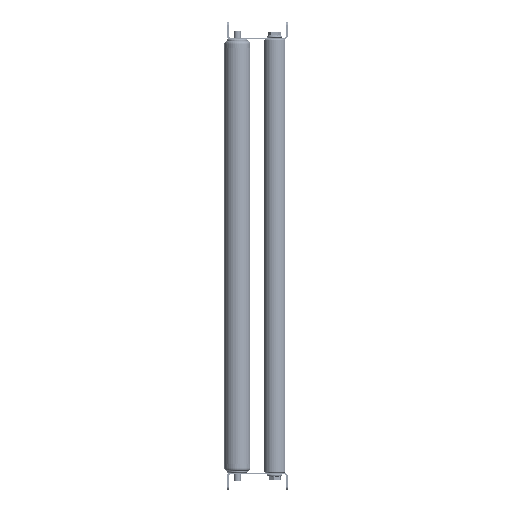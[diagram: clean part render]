
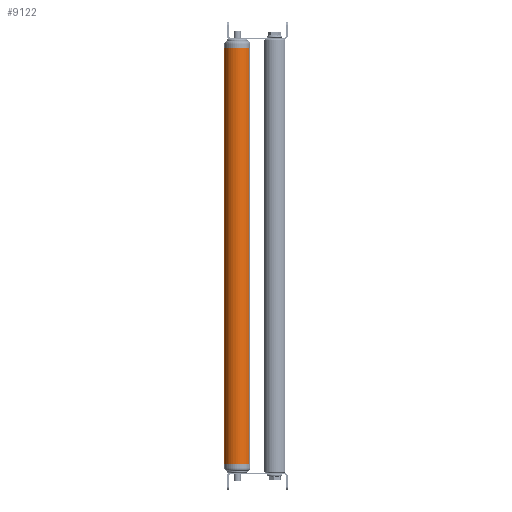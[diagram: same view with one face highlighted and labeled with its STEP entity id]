
A CAD part, left-side view. The second image highlights one B-rep face of the part: STEP entity #9122.
In plain terms, the highlighted cylindrical face has radius 15 mm (diameter 30 mm), a partial arc.
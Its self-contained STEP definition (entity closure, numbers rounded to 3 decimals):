
#1278 = CARTESIAN_POINT ( 'NONE',  ( 480., 0., 15. ) ) ;
#2288 = EDGE_CURVE ( 'NONE', #32150, #2840, #23787, .T. ) ;
#2402 = ORIENTED_EDGE ( 'NONE', *, *, #28868, .F. ) ;
#2647 = DIRECTION ( 'NONE',  ( 1., 0., 0. ) ) ;
#2840 = VERTEX_POINT ( 'NONE', #18183 ) ;
#3207 = VECTOR ( 'NONE', #18332, 1000. ) ;
#3241 = LINE ( 'NONE', #10849, #3207 ) ;
#3539 = CARTESIAN_POINT ( 'NONE',  ( 480., 0., 0. ) ) ;
#4149 = DIRECTION ( 'NONE',  ( 0., 0., -1. ) ) ;
#5297 = DIRECTION ( 'NONE',  ( -1., 0., 0. ) ) ;
#7547 = EDGE_CURVE ( 'NONE', #14884, #32150, #24022, .T. ) ;
#7936 = CARTESIAN_POINT ( 'NONE',  ( 0., 0., 0. ) ) ;
#9122 = ADVANCED_FACE ( 'NONE', ( #15803 ), #21140, .T. ) ;
#9520 = AXIS2_PLACEMENT_3D ( 'NONE', #21417, #16905, #4149 ) ;
#10849 = CARTESIAN_POINT ( 'NONE',  ( 480., 0., -15. ) ) ;
#14324 = CIRCLE ( 'NONE', #9520, 15. ) ;
#14884 = VERTEX_POINT ( 'NONE', #20736 ) ;
#15803 = FACE_OUTER_BOUND ( 'NONE', #19969, .T. ) ;
#15903 = ORIENTED_EDGE ( 'NONE', *, *, #7547, .T. ) ;
#16905 = DIRECTION ( 'NONE',  ( 1., 0., 0. ) ) ;
#18183 = CARTESIAN_POINT ( 'NONE',  ( 0., 0., -15. ) ) ;
#18302 = DIRECTION ( 'NONE',  ( 0., 0., 1. ) ) ;
#18332 = DIRECTION ( 'NONE',  ( -1., 0., 0. ) ) ;
#18527 = CARTESIAN_POINT ( 'NONE',  ( 0., 0., 15. ) ) ;
#18641 = DIRECTION ( 'NONE',  ( -1., 0., 0. ) ) ;
#19485 = VERTEX_POINT ( 'NONE', #22442 ) ;
#19969 = EDGE_LOOP ( 'NONE', ( #2402, #22080, #15903, #31248 ) ) ;
#20736 = CARTESIAN_POINT ( 'NONE',  ( 480., 0., 15. ) ) ;
#20822 = VECTOR ( 'NONE', #5297, 1000. ) ;
#21140 = CYLINDRICAL_SURFACE ( 'NONE', #29991, 15. ) ;
#21417 = CARTESIAN_POINT ( 'NONE',  ( 480., 0., 0. ) ) ;
#22080 = ORIENTED_EDGE ( 'NONE', *, *, #22142, .F. ) ;
#22142 = EDGE_CURVE ( 'NONE', #14884, #19485, #14324, .T. ) ;
#22442 = CARTESIAN_POINT ( 'NONE',  ( 480., 0., -15. ) ) ;
#22910 = DIRECTION ( 'NONE',  ( 0., 0., -1. ) ) ;
#23787 = CIRCLE ( 'NONE', #27459, 15. ) ;
#24022 = LINE ( 'NONE', #1278, #20822 ) ;
#27459 = AXIS2_PLACEMENT_3D ( 'NONE', #7936, #2647, #22910 ) ;
#28868 = EDGE_CURVE ( 'NONE', #19485, #2840, #3241, .T. ) ;
#29991 = AXIS2_PLACEMENT_3D ( 'NONE', #3539, #18641, #18302 ) ;
#31248 = ORIENTED_EDGE ( 'NONE', *, *, #2288, .T. ) ;
#32150 = VERTEX_POINT ( 'NONE', #18527 ) ;
